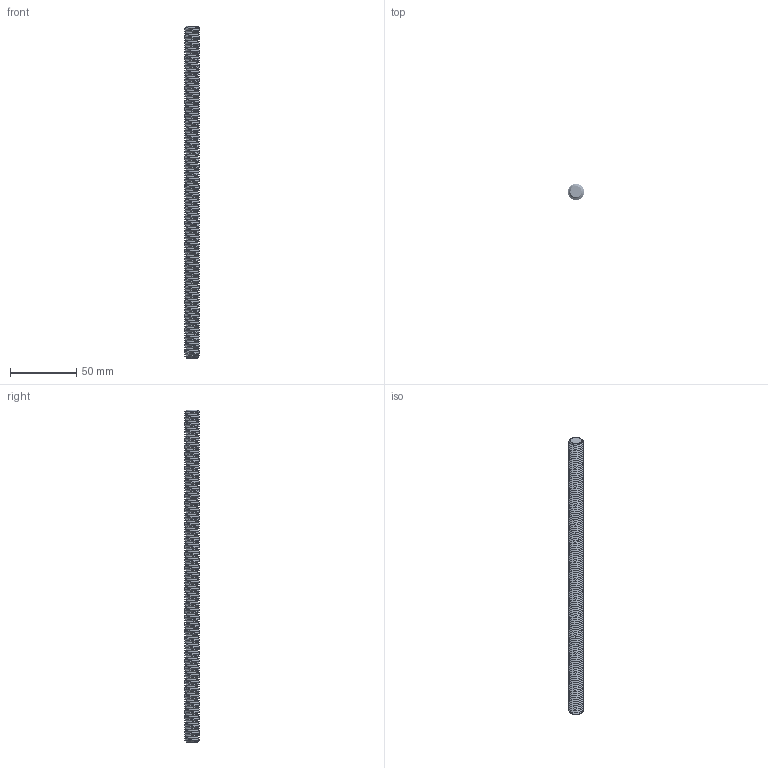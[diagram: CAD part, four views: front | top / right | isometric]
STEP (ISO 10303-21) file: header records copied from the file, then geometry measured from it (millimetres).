
FILE_DESCRIPTION((''),'2;1');
FILE_NAME('596346','2021-05-24T14:15:14',('mkho'),(''),'CREO PARAMETRIC BY PTC INC, 2018500','CREO PARAMETRIC BY PTC INC, 2018500','');
FILE_SCHEMA(('CONFIG_CONTROL_DESIGN'));
Products named in the file (1): 596346
Bounding box: 12 x 12 x 250 mm (x, y, z)
Volume: 21676.1 mm3; surface area: 16555.1 mm2
Topology: 1 solids, 1 shells, 117 faces, 544 edges, 429 vertices
Faces by surface type: bspline 111, cone 4, plane 2
Entity records: 118970 total; most frequent: CARTESIAN_POINT 115669, ORIENTED_EDGE 1088, EDGE_CURVE 544, B_SPLINE_CURVE_WITH_KNOTS 464, VERTEX_POINT 429, EDGE_LOOP 117, FACE_OUTER_BOUND 117, ADVANCED_FACE 117
